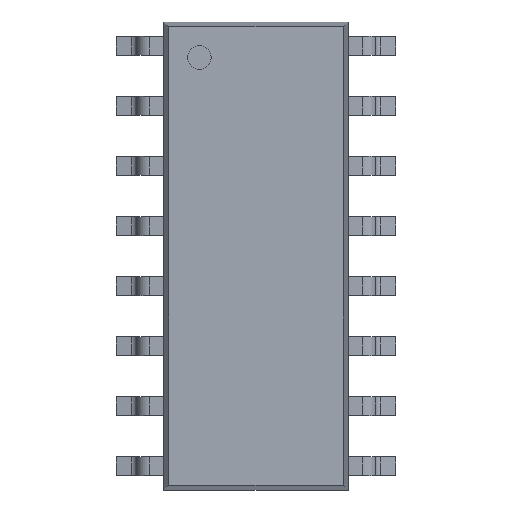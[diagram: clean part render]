
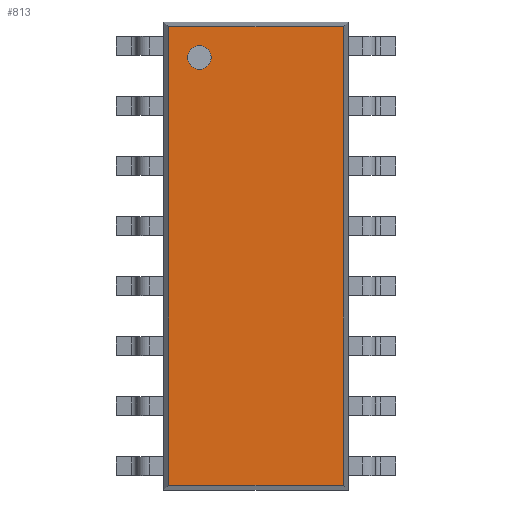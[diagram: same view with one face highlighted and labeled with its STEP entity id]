
A CAD part, top view. The second image highlights one B-rep face of the part: STEP entity #813.
In plain terms, the highlighted planar face has unit normal (0, 0, 1).
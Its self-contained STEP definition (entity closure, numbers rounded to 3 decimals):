
#113=FACE_BOUND('',#189,.T.);
#114=CIRCLE('',#897,0.25);
#144=FACE_OUTER_BOUND('',#188,.T.);
#188=EDGE_LOOP('',(#608,#609,#610,#611));
#189=EDGE_LOOP('',(#612));
#238=LINE('',#1271,#323);
#242=LINE('',#1278,#327);
#245=LINE('',#1283,#330);
#247=LINE('',#1286,#332);
#323=VECTOR('',#1007,10.);
#327=VECTOR('',#1013,10.);
#330=VECTOR('',#1018,10.);
#332=VECTOR('',#1022,10.);
#402=VERTEX_POINT('',#1269);
#403=VERTEX_POINT('',#1270);
#405=VERTEX_POINT('',#1277);
#406=VERTEX_POINT('',#1282);
#407=VERTEX_POINT('',#1290);
#474=EDGE_CURVE('',#402,#403,#238,.T.);
#478=EDGE_CURVE('',#403,#405,#242,.T.);
#481=EDGE_CURVE('',#405,#406,#245,.T.);
#483=EDGE_CURVE('',#406,#402,#247,.T.);
#485=EDGE_CURVE('',#407,#407,#114,.T.);
#608=ORIENTED_EDGE('',*,*,#474,.F.);
#609=ORIENTED_EDGE('',*,*,#483,.F.);
#610=ORIENTED_EDGE('',*,*,#481,.F.);
#611=ORIENTED_EDGE('',*,*,#478,.F.);
#612=ORIENTED_EDGE('',*,*,#485,.T.);
#778=PLANE('',#896);
#813=ADVANCED_FACE('',(#144,#113),#778,.T.);
#896=AXIS2_PLACEMENT_3D('',#1289,#1026,#1027);
#897=AXIS2_PLACEMENT_3D('',#1291,#1028,#1029);
#1007=DIRECTION('',(0.,1.,0.));
#1013=DIRECTION('',(1.,0.,0.));
#1018=DIRECTION('',(0.,-1.,0.));
#1022=DIRECTION('',(-1.,0.,0.));
#1026=DIRECTION('center_axis',(0.,0.,1.));
#1027=DIRECTION('ref_axis',(1.,0.,0.));
#1028=DIRECTION('center_axis',(0.,0.,-1.));
#1029=DIRECTION('ref_axis',(1.,0.,0.));
#1269=CARTESIAN_POINT('',(-1.85,-4.85,1.95));
#1270=CARTESIAN_POINT('',(-1.85,4.85,1.95));
#1271=CARTESIAN_POINT('',(-1.85,2.475,1.95));
#1277=CARTESIAN_POINT('',(1.85,4.85,1.95));
#1278=CARTESIAN_POINT('',(0.975,4.85,1.95));
#1282=CARTESIAN_POINT('',(1.85,-4.85,1.95));
#1283=CARTESIAN_POINT('',(1.85,-2.475,1.95));
#1286=CARTESIAN_POINT('',(-0.975,-4.85,1.95));
#1289=CARTESIAN_POINT('Origin',(0.,0.,
1.95));
#1290=CARTESIAN_POINT('',(-1.45,4.2,1.95));
#1291=CARTESIAN_POINT('Origin',(-1.2,4.2,1.95));
